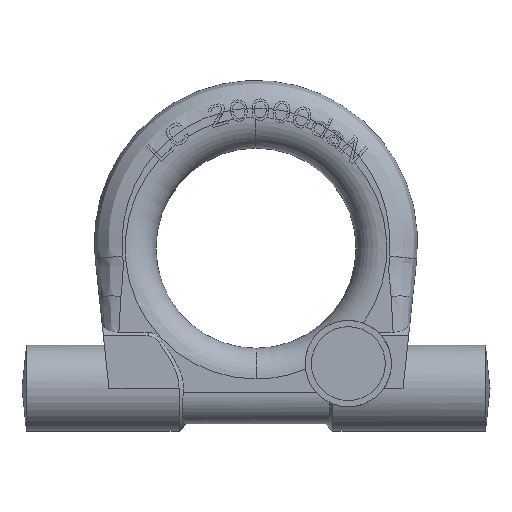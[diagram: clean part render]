
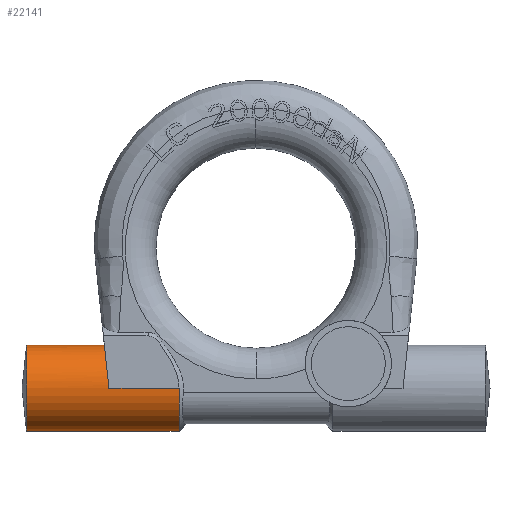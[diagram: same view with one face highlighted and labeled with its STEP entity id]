
A CAD part, top view. The second image highlights one B-rep face of the part: STEP entity #22141.
In plain terms, the highlighted cylindrical face has radius 14 mm (diameter 28 mm), a partial arc.
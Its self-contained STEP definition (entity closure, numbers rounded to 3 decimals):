
#2188=CARTESIAN_POINT('',(-49.242,14.,0.));
#2189=CARTESIAN_POINT('',(-49.242,14.,1.17));
#2190=CARTESIAN_POINT('',(-49.212,13.723,3.231));
#2191=CARTESIAN_POINT('',(-49.083,12.516,6.697));
#2192=CARTESIAN_POINT('',(-48.823,10.088,10.105));
#2193=CARTESIAN_POINT('',(-48.459,6.677,12.525));
#2194=CARTESIAN_POINT('',(-48.089,3.217,13.726));
#2195=CARTESIAN_POINT('',(-47.87,1.163,14.));
#2196=CARTESIAN_POINT('',(-47.745,0.,14.));
#2260=DIRECTION('',(-1.,0.,0.));
#2261=VECTOR('',#2260,25.287);
#2262=CARTESIAN_POINT('',(-49.242,14.,0.));
#2263=LINE('',#2262,#2261);
#2264=DIRECTION('',(-1.,0.,0.));
#2265=VECTOR('',#2264,49.529);
#2266=CARTESIAN_POINT('',(-25.,-14.,0.));
#2267=LINE('',#2266,#2265);
#2268=CARTESIAN_POINT('',(-74.529,0.,0.));
#2269=DIRECTION('',(1.,0.,0.));
#2270=DIRECTION('',(0.,1.,0.));
#2271=AXIS2_PLACEMENT_3D('',#2268,#2269,#2270);
#4095=CARTESIAN_POINT('',(-25.,0.,0.));
#4096=DIRECTION('',(1.,0.,0.));
#4097=DIRECTION('',(0.,0.,1.));
#4098=AXIS2_PLACEMENT_3D('',#4095,#4096,#4097);
#4111=CARTESIAN_POINT('',(-25.,0.,14.));
#12280=DIRECTION('',(-1.,0.,0.));
#12281=VECTOR('',#12280,22.745);
#12282=CARTESIAN_POINT('',(-25.,0.,14.));
#12283=LINE('',#12282,#12281);
#14377=VERTEX_POINT('',#4111);
#14383=CARTESIAN_POINT('',(-47.745,0.,14.));
#14385=VERTEX_POINT('',#14383);
#14432=CARTESIAN_POINT('',(-49.242,14.,0.));
#14433=CARTESIAN_POINT('',(-74.529,14.,0.));
#14434=VERTEX_POINT('',#14432);
#14435=VERTEX_POINT('',#14433);
#14440=CARTESIAN_POINT('',(-25.,-14.,0.));
#14441=CARTESIAN_POINT('',(-74.529,-14.,0.));
#14442=VERTEX_POINT('',#14440);
#14443=VERTEX_POINT('',#14441);
#22123=CARTESIAN_POINT('',(-83.6,0.,0.));
#22124=DIRECTION('',(1.,0.,0.));
#22125=DIRECTION('',(0.,-1.,0.));
#22126=AXIS2_PLACEMENT_3D('',#22123,#22124,#22125);
#22127=CYLINDRICAL_SURFACE('',#22126,14.);
#22129=ORIENTED_EDGE('',*,*,#22128,.F.);
#22130=ORIENTED_EDGE('',*,*,#22080,.T.);
#22132=ORIENTED_EDGE('',*,*,#22131,.F.);
#22134=ORIENTED_EDGE('',*,*,#22133,.T.);
#22136=ORIENTED_EDGE('',*,*,#22135,.T.);
#22138=ORIENTED_EDGE('',*,*,#22137,.F.);
#22139=EDGE_LOOP('',(#22129,#22130,#22132,#22134,#22136,#22138));
#22140=FACE_OUTER_BOUND('',#22139,.F.);
#22141=ADVANCED_FACE('',(#22140),#22127,.T.);
#2197=B_SPLINE_CURVE_WITH_KNOTS('',3,(#2188,#2189,#2190,#2191,#2192,#2193,#2194,
#2195,#2196),.UNSPECIFIED.,.F.,.F.,(4,1,1,1,1,1,4),(0.,0.125,0.25,0.5,
0.75,0.875,1.),.UNSPECIFIED.);
#2272=CIRCLE('',#2271,14.);
#4099=CIRCLE('',#4098,14.);
#22080=EDGE_CURVE('',#14434,#14385,#2197,.T.);
#22128=EDGE_CURVE('',#14434,#14435,#2263,.T.);
#22131=EDGE_CURVE('',#14377,#14385,#12283,.T.);
#22133=EDGE_CURVE('',#14377,#14442,#4099,.T.);
#22135=EDGE_CURVE('',#14442,#14443,#2267,.T.);
#22137=EDGE_CURVE('',#14435,#14443,#2272,.T.);
